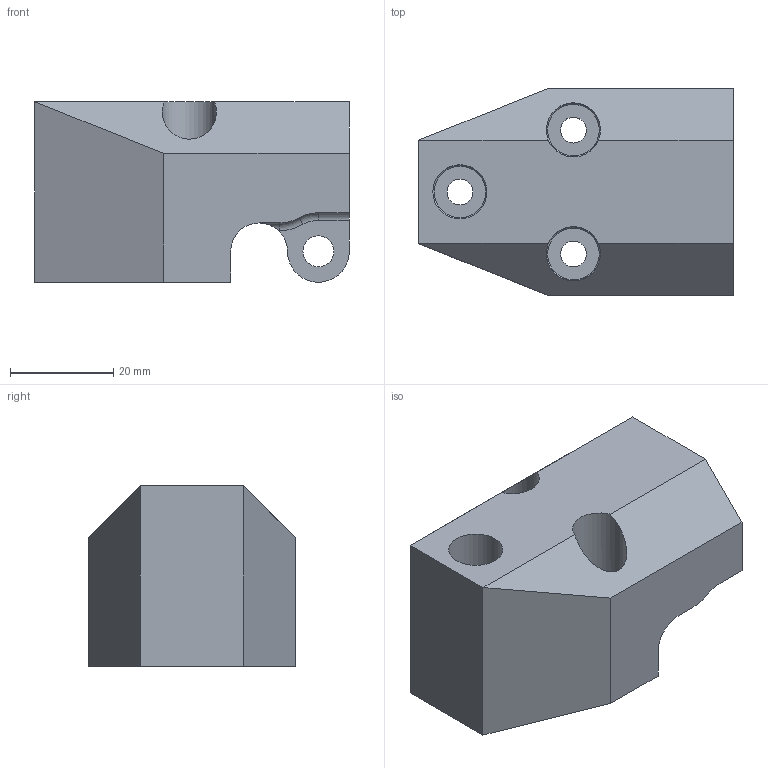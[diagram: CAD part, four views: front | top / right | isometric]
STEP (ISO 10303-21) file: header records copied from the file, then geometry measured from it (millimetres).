
FILE_DESCRIPTION(/* description */ (''),/* implementation_level */ '2;1');
FILE_NAME(/* name */ 'IK Bracket Design Space v9.step',/* time_stamp */ '2022-04-27T21:48:40+02:00',/* author */ (''),/* organization */ (''),/* preprocessor_version */ 'ST-DEVELOPER v18.1',/* originating_system */ 'Autodesk Translation Framework v10.14.0.1471',/* authorisation */ '');
FILE_SCHEMA (('AUTOMOTIVE_DESIGN { 1 0 10303 214 3 1 1 }'));
Length unit declared in the file: millimetre
Products named in the file (1): Generic Bracket Design Space
Bounding box: 61 x 40 x 35 mm (x, y, z)
Volume: 54658.1 mm3; surface area: 12897.9 mm2
Topology: 1 solids, 1 shells, 44 faces, 112 edges, 71 vertices
Faces by surface type: plane 20, cylinder 17, torus 4, cone 3
Full cylindrical faces by diameter (mm): 5 x3, 6 x1, 10.5 x3
Entity records: 1401 total; most frequent: DIRECTION 247, CARTESIAN_POINT 242, ORIENTED_EDGE 224, EDGE_CURVE 112, AXIS2_PLACEMENT_3D 92, VERTEX_POINT 71, LINE 63, VECTOR 63
